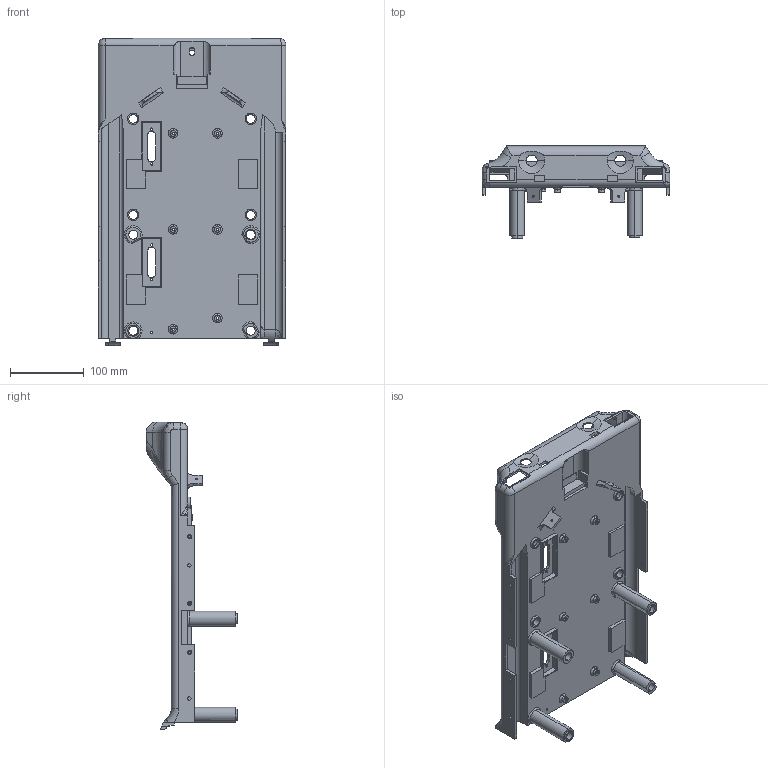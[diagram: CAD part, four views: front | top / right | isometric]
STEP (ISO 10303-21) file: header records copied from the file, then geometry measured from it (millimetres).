
FILE_DESCRIPTION (( 'STEP AP214' ), '1' );
FILE_NAME ('201225_AI_upper.STEP', '2018-12-16T08:30:17', ( '' ), ( '' ), 'SwSTEP 2.0', 'SolidWorks 2011', '' );
FILE_SCHEMA (( 'AUTOMOTIVE_DESIGN' ));
Length unit declared in the file: millimetre
Products named in the file (1): 201225_AI_upper
Bounding box: 254 x 124 x 416.11 mm (x, y, z)
Volume: 834953.5 mm3; surface area: 378375.8 mm2
Topology: 1 solids, 1 shells, 983 faces, 2619 edges, 1659 vertices
Faces by surface type: plane 459, cylinder 353, torus 74, bspline 48, cone 46, sphere 3
Entity records: 33331 total; most frequent: CARTESIAN_POINT 8857, ORIENTED_EDGE 5226, DIRECTION 5025, EDGE_CURVE 2613, AXIS2_PLACEMENT_3D 1732, VERTEX_POINT 1659, VECTOR 1561, LINE 1561
